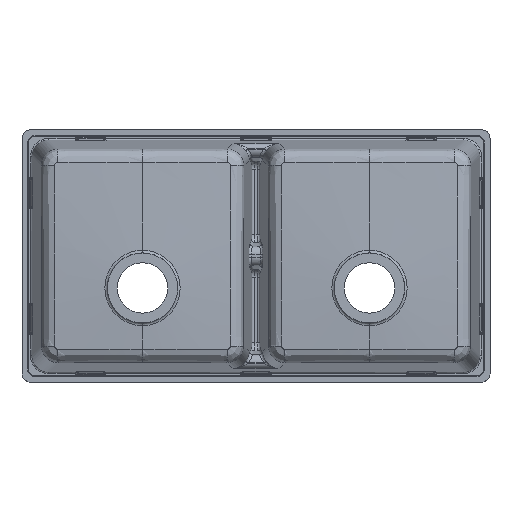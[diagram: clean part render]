
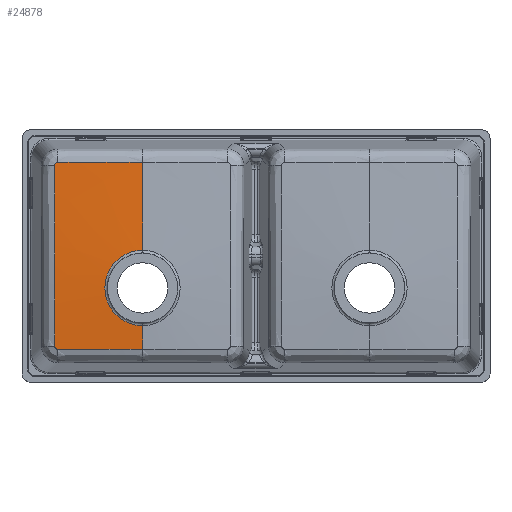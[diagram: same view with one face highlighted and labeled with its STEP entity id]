
A CAD part, front view. The second image highlights one B-rep face of the part: STEP entity #24878.
In plain terms, the highlighted conical face has half-angle 87 degrees and reference radius 169.271 mm.
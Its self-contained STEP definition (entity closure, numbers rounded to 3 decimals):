
#6346=CARTESIAN_POINT('',(-202.5,-230.5,-57.));
#6347=DIRECTION('',(0.,-1.,0.));
#6348=DIRECTION('',(0.,0.,1.));
#6349=AXIS2_PLACEMENT_3D('',#6346,#6347,#6348);
#6351=DIRECTION('',(0.,0.052,-0.999));
#6352=VECTOR('',#6351,42.254);
#6353=CARTESIAN_POINT('',(-202.5,-230.5,
-124.228));
#6354=LINE('',#6353,#6352);
#6355=CARTESIAN_POINT('',(-202.5,-228.289,
-166.424));
#6356=CARTESIAN_POINT('',(-206.545,-228.289,
-166.424));
#6357=CARTESIAN_POINT('',(-214.141,-228.265,
-166.421));
#6358=CARTESIAN_POINT('',(-223.829,-228.188,
-166.41));
#6359=CARTESIAN_POINT('',(-233.072,-228.077,
-166.396));
#6360=CARTESIAN_POINT('',(-242.666,-227.923,
-166.377));
#6361=CARTESIAN_POINT('',(-252.427,-227.729,
-166.356));
#6362=CARTESIAN_POINT('',(-262.11,-227.502,
-166.334));
#6363=CARTESIAN_POINT('',(-271.685,-227.248,
-166.313));
#6364=CARTESIAN_POINT('',(-281.129,-226.971,
-166.293));
#6365=CARTESIAN_POINT('',(-290.919,-226.66,
-166.275));
#6366=CARTESIAN_POINT('',(-301.554,-226.298,
-166.259));
#6367=CARTESIAN_POINT('',(-313.319,-225.872,
-166.246));
#6368=CARTESIAN_POINT('',(-325.961,-225.388,
-166.236));
#6369=CARTESIAN_POINT('',(-339.25,-224.855,
-166.232));
#6370=CARTESIAN_POINT('',(-348.989,-224.448,
-166.234));
#6371=CARTESIAN_POINT('',(-354.051,-224.233,
-166.236));
#6373=CARTESIAN_POINT('',(-354.051,-224.233,
-166.236));
#6374=CARTESIAN_POINT('',(-354.431,-224.217,
-166.236));
#6375=CARTESIAN_POINT('',(-355.171,-224.188,
-166.153));
#6376=CARTESIAN_POINT('',(-356.246,-224.153,
-165.78));
#6377=CARTESIAN_POINT('',(-357.205,-224.13,
-165.178));
#6378=CARTESIAN_POINT('',(-358.006,-224.12,
-164.377));
#6379=CARTESIAN_POINT('',(-358.608,-224.122,
-163.418));
#6380=CARTESIAN_POINT('',(-358.982,-224.137,
-162.342));
#6381=CARTESIAN_POINT('',(-359.066,-224.155,
-161.601));
#6382=CARTESIAN_POINT('',(-359.066,-224.166,
-161.221));
#6384=CARTESIAN_POINT('',(-359.066,-224.166,
-161.221));
#6385=CARTESIAN_POINT('',(-359.069,-224.314,
-156.123));
#6386=CARTESIAN_POINT('',(-359.077,-224.58,
-146.433));
#6387=CARTESIAN_POINT('',(-359.089,-224.887,
-133.884));
#6388=CARTESIAN_POINT('',(-359.101,-225.161,
-121.211));
#6389=CARTESIAN_POINT('',(-359.114,-225.4,
-107.989));
#6390=CARTESIAN_POINT('',(-359.125,-225.581,
-95.32));
#6391=CARTESIAN_POINT('',(-359.133,-225.709,
-83.13));
#6392=CARTESIAN_POINT('',(-359.139,-225.789,
-71.082));
#6393=CARTESIAN_POINT('',(-359.141,-225.821,
-59.068));
#6394=CARTESIAN_POINT('',(-359.14,-225.806,
-47.015));
#6395=CARTESIAN_POINT('',(-359.136,-225.741,
-34.967));
#6396=CARTESIAN_POINT('',(-359.128,-225.631,
-23.009));
#6397=CARTESIAN_POINT('',(-359.118,-225.474,
-10.858));
#6398=CARTESIAN_POINT('',(-359.106,-225.264,
1.809));
#6399=CARTESIAN_POINT('',(-359.094,-225.006,
14.618));
#6400=CARTESIAN_POINT('',(-359.082,-224.714,
27.125));
#6401=CARTESIAN_POINT('',(-359.07,-224.367,
40.395));
#6402=CARTESIAN_POINT('',(-359.06,-223.918,
55.83));
#6403=CARTESIAN_POINT('',(-359.053,-223.361,
73.175));
#6404=CARTESIAN_POINT('',(-359.052,-222.758,
90.465));
#6405=CARTESIAN_POINT('',(-359.057,-222.108,
108.031));
#6406=CARTESIAN_POINT('',(-359.068,-221.404,
126.075));
#6407=CARTESIAN_POINT('',(-359.086,-220.666,
144.21));
#6408=CARTESIAN_POINT('',(-359.101,-220.167,
156.056));
#6409=CARTESIAN_POINT('',(-359.11,-219.916,
161.932));
#6411=CARTESIAN_POINT('',(-359.11,-219.916,
161.932));
#6412=CARTESIAN_POINT('',(-359.11,-219.9,
162.311));
#6413=CARTESIAN_POINT('',(-359.028,-219.871,
163.05));
#6414=CARTESIAN_POINT('',(-358.657,-219.836,
164.125));
#6415=CARTESIAN_POINT('',(-358.057,-219.813,
165.082));
#6416=CARTESIAN_POINT('',(-357.257,-219.803,
165.882));
#6417=CARTESIAN_POINT('',(-356.3,-219.806,
166.483));
#6418=CARTESIAN_POINT('',(-355.226,-219.821,
166.855));
#6419=CARTESIAN_POINT('',(-354.486,-219.839,
166.938));
#6420=CARTESIAN_POINT('',(-354.107,-219.851,
166.938));
#6422=CARTESIAN_POINT('',(-354.107,-219.851,
166.938));
#6423=CARTESIAN_POINT('',(-343.408,-220.165,
166.934));
#6424=CARTESIAN_POINT('',(-322.464,-220.735,
166.931));
#6425=CARTESIAN_POINT('',(-291.926,-221.415,
166.934));
#6426=CARTESIAN_POINT('',(-262.062,-221.911,
166.941));
#6427=CARTESIAN_POINT('',(-232.138,-222.218,
166.948));
#6428=CARTESIAN_POINT('',(-212.494,-222.287,
166.95));
#6429=CARTESIAN_POINT('',(-202.5,-222.287,
166.95));
#6431=DIRECTION('',(0.,0.052,0.999));
#6432=VECTOR('',#6431,156.936);
#6433=CARTESIAN_POINT('',(-202.5,-230.5,
10.228));
#6434=LINE('',#6433,#6432);
#6525=CARTESIAN_POINT('',(-202.5,-228.289,
-166.424));
#10103=VERTEX_POINT('',#6525);
#10105=VERTEX_POINT('',#6371);
#10107=VERTEX_POINT('',#6382);
#10109=VERTEX_POINT('',#6409);
#10111=VERTEX_POINT('',#6420);
#10113=VERTEX_POINT('',#6429);
#10114=CARTESIAN_POINT('',(-202.5,-230.5,
10.228));
#10115=CARTESIAN_POINT('',(-202.5,-230.5,
-124.228));
#10116=VERTEX_POINT('',#10114);
#10117=VERTEX_POINT('',#10115);
#24858=CARTESIAN_POINT('',(-202.5,-225.152,-57.));
#24859=DIRECTION('',(0.,1.,0.));
#24860=DIRECTION('',(0.,0.,1.));
#24861=AXIS2_PLACEMENT_3D('',#24858,#24859,#24860);
#24862=CONICAL_SURFACE('',#24861,169.271,87.);
#24864=ORIENTED_EDGE('',*,*,#24863,.T.);
#24866=ORIENTED_EDGE('',*,*,#24865,.T.);
#24868=ORIENTED_EDGE('',*,*,#24867,.T.);
#24870=ORIENTED_EDGE('',*,*,#24869,.T.);
#24871=ORIENTED_EDGE('',*,*,#24851,.T.);
#24872=ORIENTED_EDGE('',*,*,#15642,.T.);
#24873=ORIENTED_EDGE('',*,*,#15689,.T.);
#24875=ORIENTED_EDGE('',*,*,#24874,.F.);
#24876=EDGE_LOOP('',(#24864,#24866,#24868,#24870,#24871,#24872,#24873,#24875));
#24877=FACE_OUTER_BOUND('',#24876,.F.);
#24878=ADVANCED_FACE('',(#24877),#24862,.T.);
#6350=CIRCLE('',#6349,67.228);
#6372=B_SPLINE_CURVE_WITH_KNOTS('',3,(#6355,#6356,#6357,#6358,#6359,#6360,#6361,
#6362,#6363,#6364,#6365,#6366,#6367,#6368,#6369,#6370,#6371),.UNSPECIFIED.,.F.,
.F.,(4,1,1,1,1,1,1,1,1,1,1,1,1,1,4),(0.,0.071,0.143,
0.214,0.286,0.357,0.429,0.5,
0.571,0.643,0.714,0.786,
0.857,0.929,1.),.UNSPECIFIED.);
#6383=B_SPLINE_CURVE_WITH_KNOTS('',3,(#6373,#6374,#6375,#6376,#6377,#6378,#6379,
#6380,#6381,#6382),.UNSPECIFIED.,.F.,.F.,(4,1,1,1,1,1,1,4),(0.,
0.143,0.286,0.429,0.571,
0.714,0.857,1.),.UNSPECIFIED.);
#6410=B_SPLINE_CURVE_WITH_KNOTS('',3,(#6384,#6385,#6386,#6387,#6388,#6389,#6390,
#6391,#6392,#6393,#6394,#6395,#6396,#6397,#6398,#6399,#6400,#6401,#6402,#6403,
#6404,#6405,#6406,#6407,#6408,#6409),.UNSPECIFIED.,.F.,.F.,(4,1,1,1,1,1,1,1,1,1,
1,1,1,1,1,1,1,1,1,1,1,1,1,4),(0.,0.043,0.087,
0.13,0.174,0.217,0.261,
0.304,0.348,0.391,0.435,
0.478,0.522,0.565,0.609,
0.652,0.696,0.739,0.783,
0.826,0.87,0.913,0.957,1.),
.UNSPECIFIED.);
#6421=B_SPLINE_CURVE_WITH_KNOTS('',3,(#6411,#6412,#6413,#6414,#6415,#6416,#6417,
#6418,#6419,#6420),.UNSPECIFIED.,.F.,.F.,(4,1,1,1,1,1,1,4),(0.,
0.143,0.286,0.429,0.571,
0.714,0.857,1.),.UNSPECIFIED.);
#6430=B_SPLINE_CURVE_WITH_KNOTS('',3,(#6422,#6423,#6424,#6425,#6426,#6427,#6428,
#6429),.UNSPECIFIED.,.F.,.F.,(4,1,1,1,1,4),(0.,0.2,0.4,0.6,0.8,1.),
.UNSPECIFIED.);
#15642=EDGE_CURVE('',#10109,#10111,#6421,.T.);
#15689=EDGE_CURVE('',#10111,#10113,#6430,.T.);
#24851=EDGE_CURVE('',#10107,#10109,#6410,.T.);
#24863=EDGE_CURVE('',#10116,#10117,#6350,.T.);
#24865=EDGE_CURVE('',#10117,#10103,#6354,.T.);
#24867=EDGE_CURVE('',#10103,#10105,#6372,.T.);
#24869=EDGE_CURVE('',#10105,#10107,#6383,.T.);
#24874=EDGE_CURVE('',#10116,#10113,#6434,.T.);
